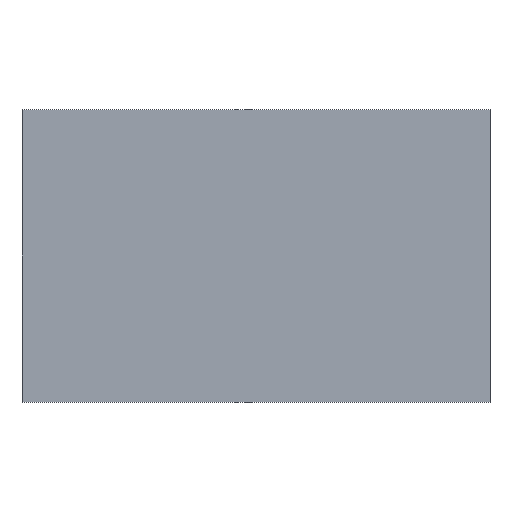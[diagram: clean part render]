
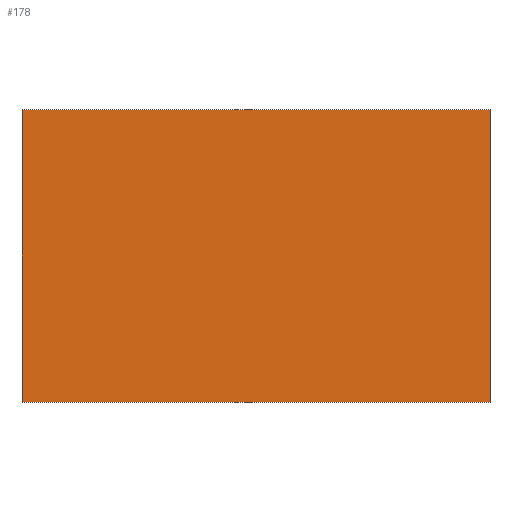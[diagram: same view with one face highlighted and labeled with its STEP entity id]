
A CAD part, front view. The second image highlights one B-rep face of the part: STEP entity #178.
In plain terms, the highlighted planar face has unit normal (0, -1, 0).
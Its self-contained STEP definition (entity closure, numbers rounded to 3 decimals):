
#1 = CARTESIAN_POINT ( 'NONE',  ( 40., 0., 0. ) ) ;
#7 = LINE ( 'NONE', #213, #76 ) ;
#10 = DIRECTION ( 'NONE',  ( -1., 0., 0. ) ) ;
#12 = PLANE ( 'NONE',  #111 ) ;
#13 = VECTOR ( 'NONE', #23, 1000. ) ;
#23 = DIRECTION ( 'NONE',  ( 0., 0., -1. ) ) ;
#24 = LINE ( 'NONE', #50, #124 ) ;
#34 = CARTESIAN_POINT ( 'NONE',  ( 0., 0., -25. ) ) ;
#46 = ORIENTED_EDGE ( 'NONE', *, *, #290, .F. ) ;
#50 = CARTESIAN_POINT ( 'NONE',  ( 0., 0., -25. ) ) ;
#67 = VERTEX_POINT ( 'NONE', #229 ) ;
#71 = LINE ( 'NONE', #95, #121 ) ;
#76 = VECTOR ( 'NONE', #297, 1000. ) ;
#87 = EDGE_CURVE ( 'NONE', #275, #103, #210, .T. ) ;
#95 = CARTESIAN_POINT ( 'NONE',  ( 0., 0., 0. ) ) ;
#99 = CARTESIAN_POINT ( 'NONE',  ( 0., 0., 0. ) ) ;
#103 = VERTEX_POINT ( 'NONE', #133 ) ;
#111 = AXIS2_PLACEMENT_3D ( 'NONE', #34, #264, #117 ) ;
#117 = DIRECTION ( 'NONE',  ( 0., 0., -1. ) ) ;
#121 = VECTOR ( 'NONE', #262, 1000. ) ;
#124 = VECTOR ( 'NONE', #10, 1000. ) ;
#133 = CARTESIAN_POINT ( 'NONE',  ( 40., 0., -25. ) ) ;
#146 = EDGE_CURVE ( 'NONE', #230, #275, #71, .T. ) ;
#177 = EDGE_LOOP ( 'NONE', ( #46, #194, #300, #224 ) ) ;
#178 = ADVANCED_FACE ( 'NONE', ( #236 ), #12, .T. ) ;
#194 = ORIENTED_EDGE ( 'NONE', *, *, #201, .F. ) ;
#201 = EDGE_CURVE ( 'NONE', #103, #67, #24, .T. ) ;
#210 = LINE ( 'NONE', #1, #13 ) ;
#213 = CARTESIAN_POINT ( 'NONE',  ( 0., 0., 0. ) ) ;
#224 = ORIENTED_EDGE ( 'NONE', *, *, #146, .F. ) ;
#229 = CARTESIAN_POINT ( 'NONE',  ( 0., 0., -25. ) ) ;
#230 = VERTEX_POINT ( 'NONE', #99 ) ;
#236 = FACE_OUTER_BOUND ( 'NONE', #177, .T. ) ;
#241 = CARTESIAN_POINT ( 'NONE',  ( 40., 0., 0. ) ) ;
#262 = DIRECTION ( 'NONE',  ( 1., 0., 0. ) ) ;
#264 = DIRECTION ( 'NONE',  ( 0., -1., 0. ) ) ;
#275 = VERTEX_POINT ( 'NONE', #241 ) ;
#290 = EDGE_CURVE ( 'NONE', #67, #230, #7, .T. ) ;
#297 = DIRECTION ( 'NONE',  ( 0., 0., 1. ) ) ;
#300 = ORIENTED_EDGE ( 'NONE', *, *, #87, .F. ) ;
